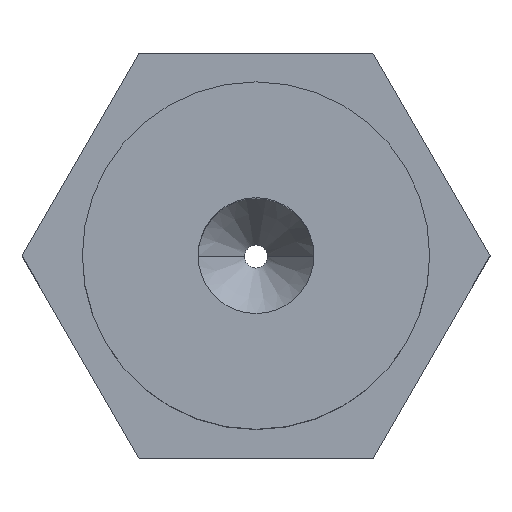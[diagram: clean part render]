
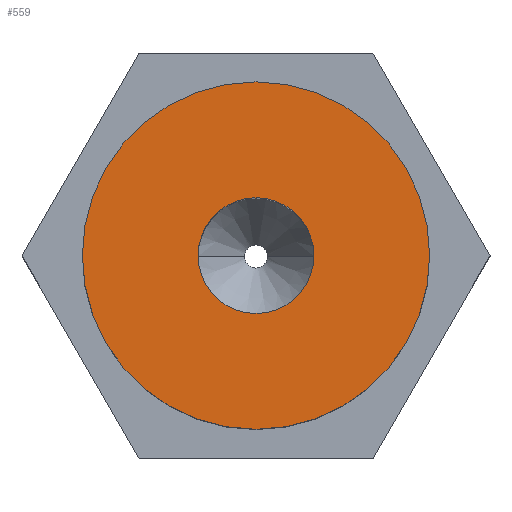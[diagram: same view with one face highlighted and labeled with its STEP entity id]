
A CAD part, top view. The second image highlights one B-rep face of the part: STEP entity #559.
In plain terms, the highlighted planar face has unit normal (0, 0, 1).
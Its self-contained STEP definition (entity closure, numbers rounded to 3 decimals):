
#3 = DIRECTION ( 'NONE',  ( 1., 0., 0. ) ) ;
#99 = EDGE_CURVE ( 'NONE', #191, #341, #532, .T. ) ;
#128 = AXIS2_PLACEMENT_3D ( 'NONE', #327, #277, #463 ) ;
#146 = PLANE ( 'NONE',  #386 ) ;
#150 = CARTESIAN_POINT ( 'NONE',  ( 1., 0., 9. ) ) ;
#171 = ORIENTED_EDGE ( 'NONE', *, *, #99, .F. ) ;
#190 = CARTESIAN_POINT ( 'NONE',  ( -1., 0., 9. ) ) ;
#191 = VERTEX_POINT ( 'NONE', #150 ) ;
#214 = CARTESIAN_POINT ( 'NONE',  ( -3., 0., 9. ) ) ;
#238 = EDGE_CURVE ( 'NONE', #448, #436, #285, .T. ) ;
#249 = CARTESIAN_POINT ( 'NONE',  ( 0., 0., 9. ) ) ;
#277 = DIRECTION ( 'NONE',  ( 0., 0., 1. ) ) ;
#285 = CIRCLE ( 'NONE', #433, 3. ) ;
#291 = AXIS2_PLACEMENT_3D ( 'NONE', #249, #588, #307 ) ;
#294 = EDGE_LOOP ( 'NONE', ( #438, #395 ) ) ;
#295 = CIRCLE ( 'NONE', #349, 3. ) ;
#301 = DIRECTION ( 'NONE',  ( 1., 0., 0. ) ) ;
#307 = DIRECTION ( 'NONE',  ( 1., 0., 0. ) ) ;
#313 = ORIENTED_EDGE ( 'NONE', *, *, #552, .F. ) ;
#316 = DIRECTION ( 'NONE',  ( 0., 0., 1. ) ) ;
#327 = CARTESIAN_POINT ( 'NONE',  ( 0., 0., 9. ) ) ;
#341 = VERTEX_POINT ( 'NONE', #190 ) ;
#345 = CARTESIAN_POINT ( 'NONE',  ( 0., 0., 9. ) ) ;
#349 = AXIS2_PLACEMENT_3D ( 'NONE', #601, #316, #3 ) ;
#351 = DIRECTION ( 'NONE',  ( 1., 0., 0. ) ) ;
#386 = AXIS2_PLACEMENT_3D ( 'NONE', #499, #640, #351 ) ;
#395 = ORIENTED_EDGE ( 'NONE', *, *, #238, .T. ) ;
#433 = AXIS2_PLACEMENT_3D ( 'NONE', #345, #634, #301 ) ;
#436 = VERTEX_POINT ( 'NONE', #516 ) ;
#438 = ORIENTED_EDGE ( 'NONE', *, *, #576, .T. ) ;
#448 = VERTEX_POINT ( 'NONE', #214 ) ;
#452 = CIRCLE ( 'NONE', #291, 1. ) ;
#463 = DIRECTION ( 'NONE',  ( 1., 0., 0. ) ) ;
#499 = CARTESIAN_POINT ( 'NONE',  ( 0., 0., 9. ) ) ;
#516 = CARTESIAN_POINT ( 'NONE',  ( 3., 0., 9. ) ) ;
#532 = CIRCLE ( 'NONE', #128, 1. ) ;
#552 = EDGE_CURVE ( 'NONE', #341, #191, #452, .T. ) ;
#554 = FACE_OUTER_BOUND ( 'NONE', #294, .T. ) ;
#559 = ADVANCED_FACE ( 'NONE', ( #569, #554 ), #146, .T. ) ;
#565 = EDGE_LOOP ( 'NONE', ( #171, #313 ) ) ;
#569 = FACE_BOUND ( 'NONE', #565, .T. ) ;
#576 = EDGE_CURVE ( 'NONE', #436, #448, #295, .T. ) ;
#588 = DIRECTION ( 'NONE',  ( 0., 0., 1. ) ) ;
#601 = CARTESIAN_POINT ( 'NONE',  ( 0., 0., 9. ) ) ;
#634 = DIRECTION ( 'NONE',  ( 0., 0., 1. ) ) ;
#640 = DIRECTION ( 'NONE',  ( 0., 0., 1. ) ) ;
